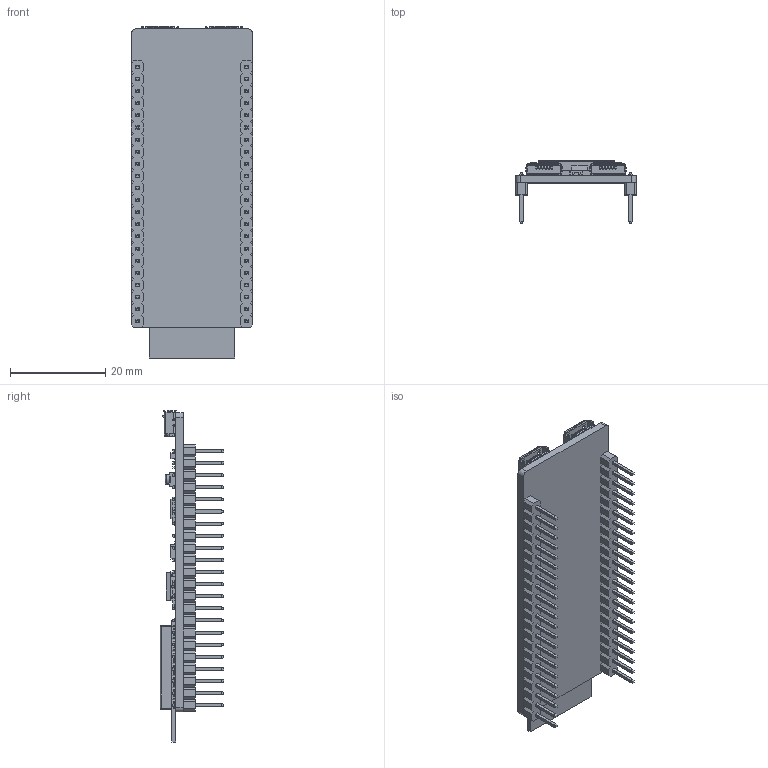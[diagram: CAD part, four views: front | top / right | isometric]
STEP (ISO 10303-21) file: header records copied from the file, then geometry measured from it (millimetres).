
FILE_DESCRIPTION (( 'STEP AP214' ), '1' );
FILE_NAME ('ESP32-S3-DEVKITC-1-N8R2.STEP', '2022-03-08T17:04:28', ( '' ), ( '' ), 'SwSTEP 2.0', 'SolidWorks 2017', '' );
FILE_SCHEMA (( 'AUTOMOTIVE_DESIGN' ));
Length unit declared in the file: millimetre
Products named in the file (1): ESP32-S3-DEVKITC-1-N8R2
Bounding box: 25.4 x 13.39 x 69.64 mm (x, y, z)
Volume: 3994 mm3; surface area: 9461.1 mm2
Topology: 264 solids, 264 shells, 4173 faces, 10224 edges, 6584 vertices
Faces by surface type: plane 3747, cylinder 378, cone 24, bspline 20, torus 4
Entity records: 127497 total; most frequent: CARTESIAN_POINT 21488, ORIENTED_EDGE 20448, DIRECTION 19242, EDGE_CURVE 10224, LINE 9366, VECTOR 9366, VERTEX_POINT 6584, AXIS2_PLACEMENT_3D 4938
